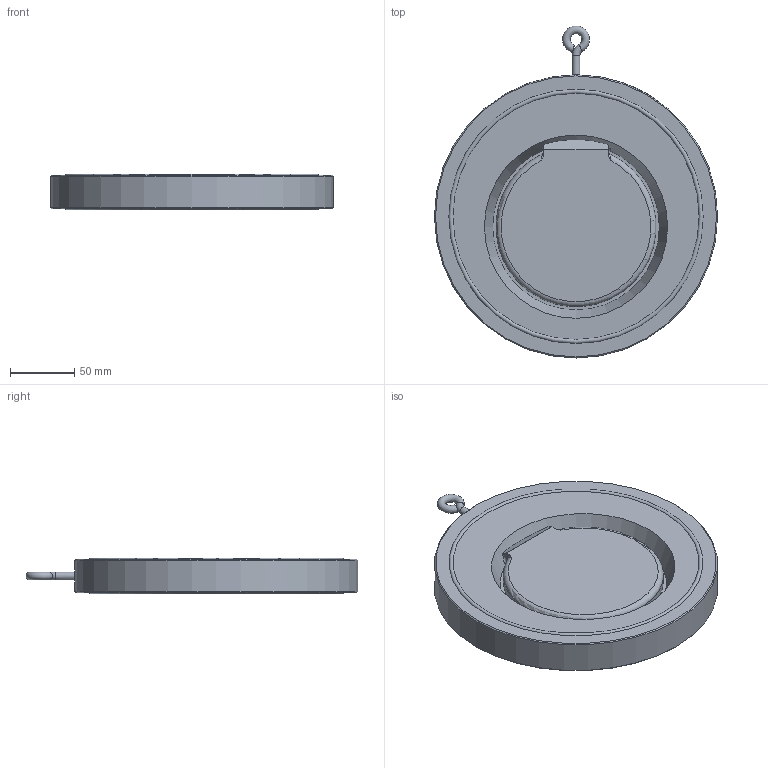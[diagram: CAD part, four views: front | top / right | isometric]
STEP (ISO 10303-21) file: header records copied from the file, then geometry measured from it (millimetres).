
FILE_DESCRIPTION (( 'STEP AP214' ), '1' );
FILE_NAME ('920-150.STEP', '2017-10-17T08:53:06', ( 'eh' ), ( 'Hewlett-Packard Company' ), 'SwSTEP 2.0', 'SolidWorks 2015', '' );
FILE_SCHEMA (( 'AUTOMOTIVE_DESIGN' ));
Length unit declared in the file: millimetre
Products named in the file (1): 920-150
Bounding box: 220 x 257.99 x 27.8 mm (x, y, z)
Volume: 817746.9 mm3; surface area: 112746.1 mm2
Topology: 1 solids, 2 shells, 133 faces, 340 edges, 225 vertices
Faces by surface type: bspline 55, plane 44, cylinder 18, torus 11, cone 5
Full cylindrical faces by diameter (mm): 5 x1, 6 x1, 105 x1, 220 x1
Entity records: 12758 total; most frequent: CARTESIAN_POINT 10023, ORIENTED_EDGE 636, DIRECTION 341, EDGE_CURVE 318, VERTEX_POINT 220, B_SPLINE_CURVE_WITH_KNOTS 199, EDGE_LOOP 168, FACE_OUTER_BOUND 145
